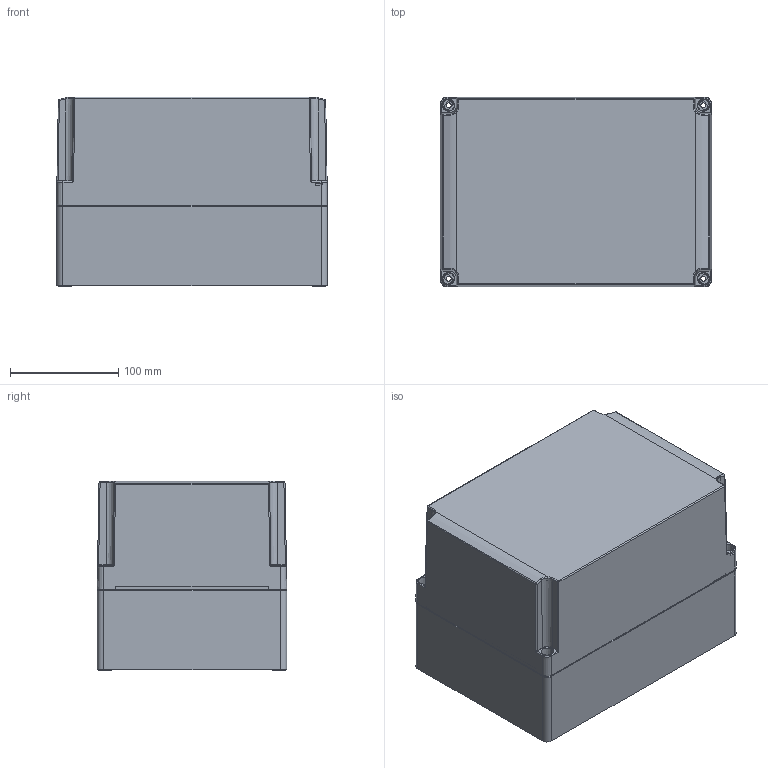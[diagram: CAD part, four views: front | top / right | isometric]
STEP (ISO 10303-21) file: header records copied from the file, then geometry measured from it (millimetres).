
FILE_DESCRIPTION((''),'2;1');
FILE_NAME('SPCP182518HG_ASM','2020-01-28T08:03:09',('antti_kumpulainen'),(''),'CREO PARAMETRIC BY PTC INC, 2019224','CREO PARAMETRIC BY PTC INC, 2019224','');
FILE_SCHEMA(('AUTOMOTIVE_DESIGN { 1 0 10303 214 1 1 1 1 }'));
Products named in the file (3): SPCP182508B; SPCG182510L; SPCP182518HG_ASM
Assembly tree (2 placements, depth 2):
  SPCP182518HG_ASM
    SPCP182508B
    SPCG182510L
Bounding box: 250 x 175 x 175 mm (x, y, z)
Volume: 812371.5 mm3; surface area: 481391 mm2
Topology: 2 solids, 2 shells, 1529 faces, 3698 edges, 2271 vertices
Faces by surface type: plane 552, cylinder 376, cone 221, torus 220, bspline 128, sphere 32
Entity records: 68354 total; most frequent: CARTESIAN_POINT 21791, DIRECTION 7473, ORIENTED_EDGE 7304, EDGE_CURVE 3652, PRESENTATION_STYLE_ASSIGNMENT 3028, STYLED_ITEM 3028, CURVE_STYLE 3027, AXIS2_PLACEMENT_3D 2762
